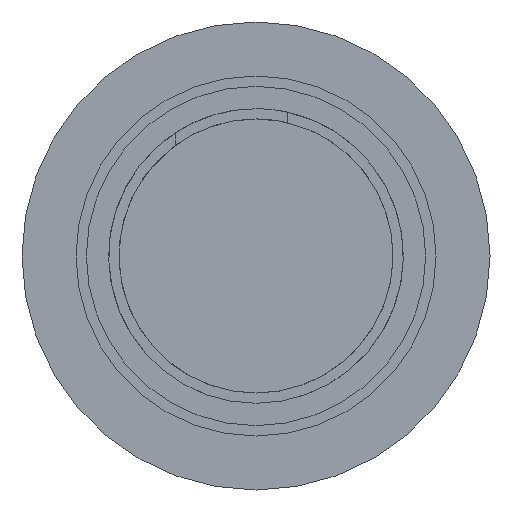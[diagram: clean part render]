
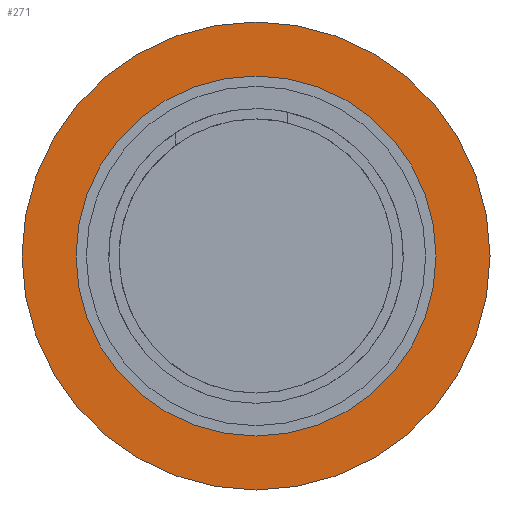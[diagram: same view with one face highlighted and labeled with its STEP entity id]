
A CAD part, front view. The second image highlights one B-rep face of the part: STEP entity #271.
In plain terms, the highlighted planar face has unit normal (0, -1, 0).
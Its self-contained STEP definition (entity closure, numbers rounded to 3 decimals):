
#26 = CARTESIAN_POINT ( 'NONE',  ( 0., -0.5, 0. ) ) ;
#33 = FACE_OUTER_BOUND ( 'NONE', #973, .T. ) ;
#51 = CARTESIAN_POINT ( 'NONE',  ( 0., -0.5, 0. ) ) ;
#58 = CIRCLE ( 'NONE', #508, 14.3 ) ;
#86 = AXIS2_PLACEMENT_3D ( 'NONE', #961, #1059, #489 ) ;
#147 = CARTESIAN_POINT ( 'NONE',  ( 0., -0.5, 11. ) ) ;
#193 = DIRECTION ( 'NONE',  ( 0., -1., 0. ) ) ;
#209 = ORIENTED_EDGE ( 'NONE', *, *, #970, .F. ) ;
#225 = VERTEX_POINT ( 'NONE', #1178 ) ;
#246 = PLANE ( 'NONE',  #928 ) ;
#271 = ADVANCED_FACE ( 'NONE', ( #1187, #33 ), #246, .T. ) ;
#289 = VERTEX_POINT ( 'NONE', #1185 ) ;
#318 = AXIS2_PLACEMENT_3D ( 'NONE', #26, #760, #1063 ) ;
#330 = DIRECTION ( 'NONE',  ( 0., -1., 0. ) ) ;
#344 = ORIENTED_EDGE ( 'NONE', *, *, #1037, .F. ) ;
#380 = ORIENTED_EDGE ( 'NONE', *, *, #1166, .T. ) ;
#395 = CARTESIAN_POINT ( 'NONE',  ( 0., -0.5, 0. ) ) ;
#428 = CARTESIAN_POINT ( 'NONE',  ( 0., -0.5, -11. ) ) ;
#489 = DIRECTION ( 'NONE',  ( 0., 0., -1. ) ) ;
#508 = AXIS2_PLACEMENT_3D ( 'NONE', #395, #966, #580 ) ;
#525 = CIRCLE ( 'NONE', #900, 11. ) ;
#580 = DIRECTION ( 'NONE',  ( 0., 0., -1. ) ) ;
#685 = VERTEX_POINT ( 'NONE', #147 ) ;
#699 = VERTEX_POINT ( 'NONE', #428 ) ;
#716 = DIRECTION ( 'NONE',  ( 0., 0., -1. ) ) ;
#738 = ORIENTED_EDGE ( 'NONE', *, *, #1096, .T. ) ;
#760 = DIRECTION ( 'NONE',  ( 0., -1., 0. ) ) ;
#847 = DIRECTION ( 'NONE',  ( 0., 0., -1. ) ) ;
#875 = CIRCLE ( 'NONE', #318, 11. ) ;
#900 = AXIS2_PLACEMENT_3D ( 'NONE', #1139, #193, #847 ) ;
#928 = AXIS2_PLACEMENT_3D ( 'NONE', #51, #330, #716 ) ;
#961 = CARTESIAN_POINT ( 'NONE',  ( 0., -0.5, 0. ) ) ;
#966 = DIRECTION ( 'NONE',  ( 0., -1., 0. ) ) ;
#970 = EDGE_CURVE ( 'NONE', #699, #685, #525, .T. ) ;
#973 = EDGE_LOOP ( 'NONE', ( #738, #380 ) ) ;
#1037 = EDGE_CURVE ( 'NONE', #685, #699, #875, .T. ) ;
#1046 = CIRCLE ( 'NONE', #86, 14.3 ) ;
#1059 = DIRECTION ( 'NONE',  ( 0., -1., 0. ) ) ;
#1063 = DIRECTION ( 'NONE',  ( 0., 0., -1. ) ) ;
#1096 = EDGE_CURVE ( 'NONE', #225, #289, #58, .T. ) ;
#1097 = EDGE_LOOP ( 'NONE', ( #344, #209 ) ) ;
#1139 = CARTESIAN_POINT ( 'NONE',  ( 0., -0.5, 0. ) ) ;
#1166 = EDGE_CURVE ( 'NONE', #289, #225, #1046, .T. ) ;
#1178 = CARTESIAN_POINT ( 'NONE',  ( 0., -0.5, 14.3 ) ) ;
#1185 = CARTESIAN_POINT ( 'NONE',  ( 0., -0.5, -14.3 ) ) ;
#1187 = FACE_BOUND ( 'NONE', #1097, .T. ) ;
